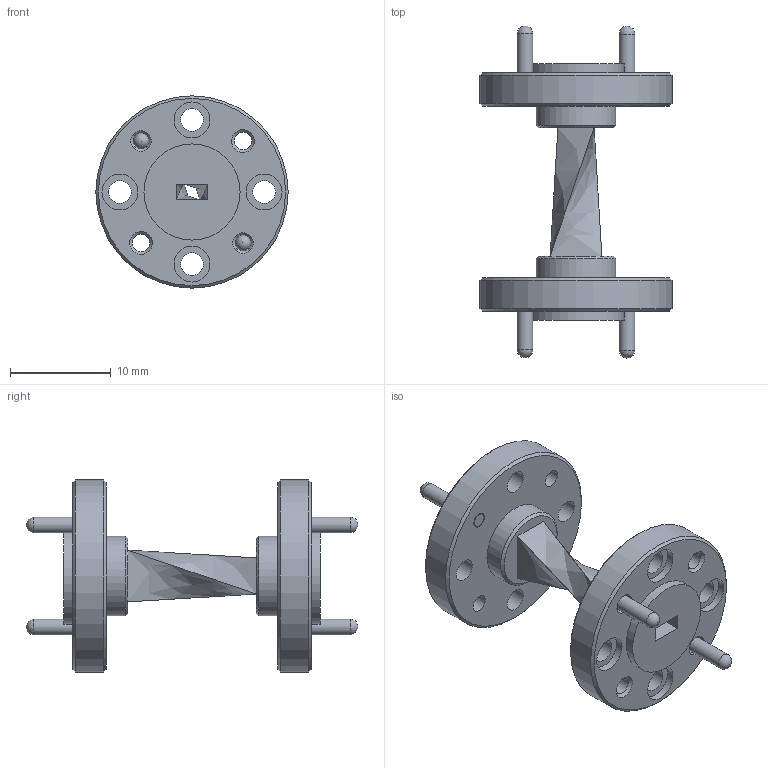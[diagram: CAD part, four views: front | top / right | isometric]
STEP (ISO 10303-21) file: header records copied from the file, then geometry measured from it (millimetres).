
FILE_DESCRIPTION(/* description */ (''),/* implementation_level */ '2;1');
FILE_NAME(/* name */ 'UG-387 TWIST 90 DEGREE v3.step',/* time_stamp */ '2023-02-02T13:23:06-05:00',/* author */ (''),/* organization */ (''),/* preprocessor_version */ 'ST-DEVELOPER v19.2',/* originating_system */ 'Autodesk Translation Framework v11.17.0.187',/* authorisation */ '');
FILE_SCHEMA (('AUTOMOTIVE_DESIGN { 1 0 10303 214 3 1 1 }'));
Length unit declared in the file: inch
Products named in the file (5): UG-387 TWIST 90 DEGREE; 387 FLANGE v4; .0605 DIA PIN v2; 387 FLANGE v4 (1); .0605 DIA PIN v2 (1)
Assembly tree (4 placements, depth 3):
  UG-387 TWIST 90 DEGREE
    387 FLANGE v4
      .0605 DIA PIN v2
    387 FLANGE v4 (1)
      .0605 DIA PIN v2 (1)
Bounding box: 19.05 x 32.87 x 19.05 mm (x, y, z)
Volume: 2126.7 mm3; surface area: 2410 mm2
Topology: 5 solids, 5 shells, 116 faces, 246 edges, 158 vertices
Faces by surface type: cylinder 42, plane 36, cone 26, bspline 8, sphere 4
Full cylindrical faces by diameter (mm): 1.308 x4, 1.511 x4, 1.562 x8, 1.702 x4, 2.271 x8, 3.556 x8, 7.925 x2, 9.525 x2, 19.05 x2
Entity records: 3439 total; most frequent: CARTESIAN_POINT 657, DIRECTION 602, ORIENTED_EDGE 484, AXIS2_PLACEMENT_3D 247, EDGE_CURVE 242, EDGE_LOOP 172, VERTEX_POINT 158, CIRCLE 130
